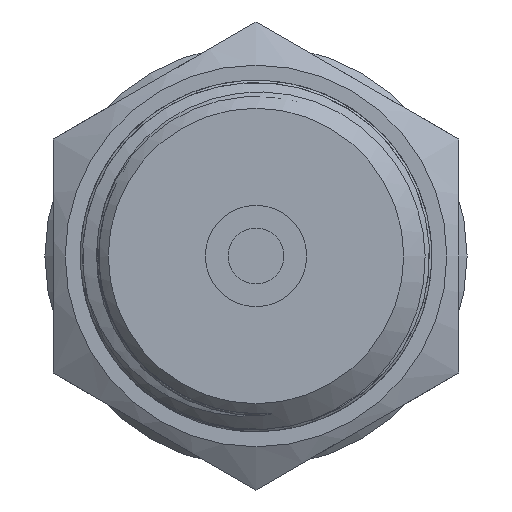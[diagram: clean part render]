
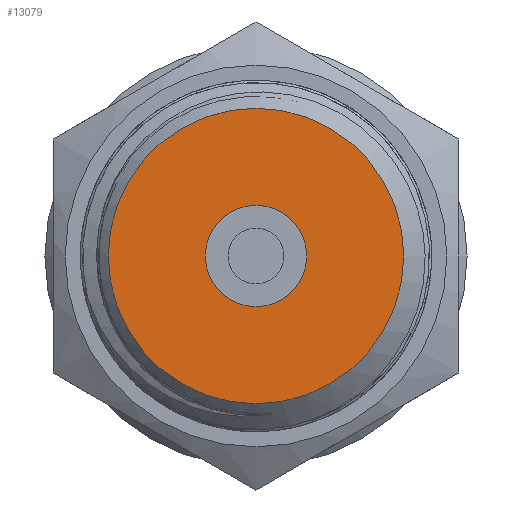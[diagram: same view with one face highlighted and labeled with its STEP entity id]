
A CAD part, left-side view. The second image highlights one B-rep face of the part: STEP entity #13079.
In plain terms, the highlighted planar face has unit normal (-1, 0, 0).
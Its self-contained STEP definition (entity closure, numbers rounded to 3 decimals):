
#193=PLANE('',#13716);
#441=FACE_BOUND('',#1824,.T.);
#1053=FACE_OUTER_BOUND('',#1823,.T.);
#1823=EDGE_LOOP('',(#10161));
#1824=EDGE_LOOP('',(#10162));
#2353=CIRCLE('',#13715,3.);
#2354=CIRCLE('',#13717,8.75);
#5773=VERTEX_POINT('',#26744);
#5774=VERTEX_POINT('',#26748);
#7370=EDGE_CURVE('',#5773,#5773,#2353,.T.);
#7372=EDGE_CURVE('',#5774,#5774,#2354,.T.);
#10161=ORIENTED_EDGE('',*,*,#7372,.F.);
#10162=ORIENTED_EDGE('',*,*,#7370,.T.);
#13079=ADVANCED_FACE('',(#1053,#441),#193,.T.);
#13715=AXIS2_PLACEMENT_3D('',#26745,#14779,#14780);
#13716=AXIS2_PLACEMENT_3D('',#26747,#14782,#14783);
#13717=AXIS2_PLACEMENT_3D('',#26749,#14784,#14785);
#14779=DIRECTION('center_axis',(1.,0.,0.));
#14780=DIRECTION('ref_axis',(0.,0.,-1.));
#14782=DIRECTION('center_axis',(-1.,0.,0.));
#14783=DIRECTION('ref_axis',(0.,0.,1.));
#14784=DIRECTION('center_axis',(1.,0.,0.));
#14785=DIRECTION('ref_axis',(0.,0.,-1.));
#26744=CARTESIAN_POINT('',(3.,-3.,0.));
#26745=CARTESIAN_POINT('Origin',(3.,0.,0.));
#26747=CARTESIAN_POINT('Origin',(3.,8.75,0.));
#26748=CARTESIAN_POINT('',(3.,-8.75,0.));
#26749=CARTESIAN_POINT('Origin',(3.,0.,0.));
